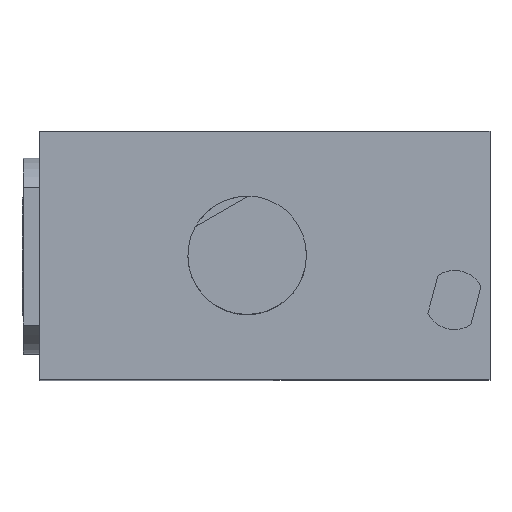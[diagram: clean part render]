
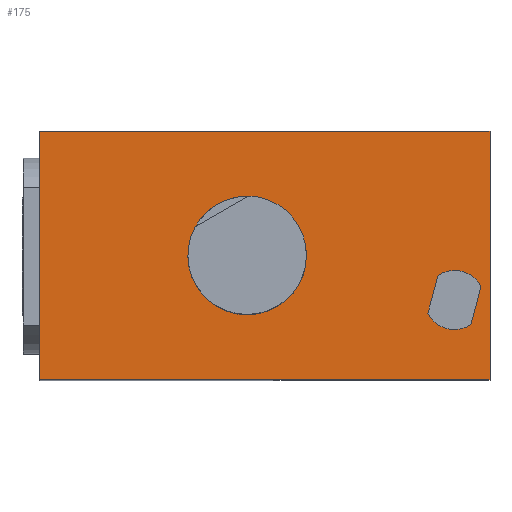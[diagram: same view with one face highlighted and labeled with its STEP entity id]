
A CAD part, top view. The second image highlights one B-rep face of the part: STEP entity #175.
In plain terms, the highlighted planar face has unit normal (0, 0, 1).
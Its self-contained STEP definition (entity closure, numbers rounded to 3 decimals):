
#77=LINE('',#910,#124);
#83=LINE('',#934,#130);
#84=LINE('',#936,#131);
#85=LINE('',#938,#132);
#86=LINE('',#944,#133);
#87=LINE('',#948,#134);
#124=VECTOR('',#727,1.);
#130=VECTOR('',#753,1.);
#131=VECTOR('',#754,1.);
#132=VECTOR('',#755,1.);
#133=VECTOR('',#760,1.);
#134=VECTOR('',#763,1.);
#175=ADVANCED_FACE('',(#230,#231,#232),#209,.F.);
#209=PLANE('',#659);
#230=FACE_BOUND('',#255,.T.);
#231=FACE_BOUND('',#256,.T.);
#232=FACE_BOUND('',#257,.T.);
#255=EDGE_LOOP('',(#321,#322,#323,#324));
#256=EDGE_LOOP('',(#325));
#257=EDGE_LOOP('',(#326,#327,#328,#329));
#321=ORIENTED_EDGE('',*,*,#521,.T.);
#322=ORIENTED_EDGE('',*,*,#522,.F.);
#323=ORIENTED_EDGE('',*,*,#523,.F.);
#324=ORIENTED_EDGE('',*,*,#509,.T.);
#325=ORIENTED_EDGE('',*,*,#524,.T.);
#326=ORIENTED_EDGE('',*,*,#525,.F.);
#327=ORIENTED_EDGE('',*,*,#526,.F.);
#328=ORIENTED_EDGE('',*,*,#527,.F.);
#329=ORIENTED_EDGE('',*,*,#528,.F.);
#456=VERTEX_POINT('',#909);
#457=VERTEX_POINT('',#911);
#465=VERTEX_POINT('',#935);
#466=VERTEX_POINT('',#937);
#467=VERTEX_POINT('',#940);
#468=VERTEX_POINT('',#942);
#469=VERTEX_POINT('',#943);
#470=VERTEX_POINT('',#945);
#471=VERTEX_POINT('',#947);
#509=EDGE_CURVE('',#457,#456,#77,.T.);
#521=EDGE_CURVE('',#456,#465,#83,.T.);
#522=EDGE_CURVE('',#466,#465,#84,.T.);
#523=EDGE_CURVE('',#457,#466,#85,.T.);
#524=EDGE_CURVE('',#467,#467,#590,.T.);
#525=EDGE_CURVE('',#468,#469,#591,.T.);
#526=EDGE_CURVE('',#470,#468,#86,.T.);
#527=EDGE_CURVE('',#471,#470,#592,.T.);
#528=EDGE_CURVE('',#469,#471,#87,.T.);
#590=CIRCLE('',#656,20.);
#591=CIRCLE('',#657,10.);
#592=CIRCLE('',#658,10.);
#656=AXIS2_PLACEMENT_3D('',#939,#756,#757);
#657=AXIS2_PLACEMENT_3D('',#941,#758,#759);
#658=AXIS2_PLACEMENT_3D('',#946,#761,#762);
#659=AXIS2_PLACEMENT_3D('',#949,#764,#765);
#727=DIRECTION('',(0.,1.,0.));
#753=DIRECTION('',(-1.,0.,0.));
#754=DIRECTION('',(0.,1.,0.));
#755=DIRECTION('',(-1.,0.,0.));
#756=DIRECTION('',(0.,0.,-1.));
#757=DIRECTION('',(0.,1.,0.));
#758=DIRECTION('',(0.,0.,1.));
#759=DIRECTION('',(0.,-1.,0.));
#760=DIRECTION('',(0.259,0.966,0.));
#761=DIRECTION('',(0.,0.,1.));
#762=DIRECTION('',(0.,1.,0.));
#763=DIRECTION('',(-0.259,-0.966,0.));
#764=DIRECTION('',(0.,0.,-1.));
#765=DIRECTION('',(-1.,0.,0.));
#909=CARTESIAN_POINT('',(82.,42.,0.));
#910=CARTESIAN_POINT('',(82.,-42.,0.));
#911=CARTESIAN_POINT('',(82.,-42.,0.));
#934=CARTESIAN_POINT('',(82.,42.,0.));
#935=CARTESIAN_POINT('',(-70.,42.,0.));
#936=CARTESIAN_POINT('',(-70.,-42.,0.));
#937=CARTESIAN_POINT('',(-70.,-42.,0.));
#938=CARTESIAN_POINT('',(82.,-42.,0.));
#939=CARTESIAN_POINT('',(0.,0.,0.));
#940=CARTESIAN_POINT('',(0.,20.,0.));
#941=CARTESIAN_POINT('',(70.,-15.,0.));
#942=CARTESIAN_POINT('',(78.956,-10.552,0.));
#943=CARTESIAN_POINT('',(64.467,-6.67,0.));
#944=CARTESIAN_POINT('',(75.533,-23.33,0.));
#945=CARTESIAN_POINT('',(75.533,-23.33,0.));
#946=CARTESIAN_POINT('',(70.,-15.,0.));
#947=CARTESIAN_POINT('',(61.044,-19.448,0.));
#948=CARTESIAN_POINT('',(64.467,-6.67,0.));
#949=CARTESIAN_POINT('',(82.,-42.,0.));
